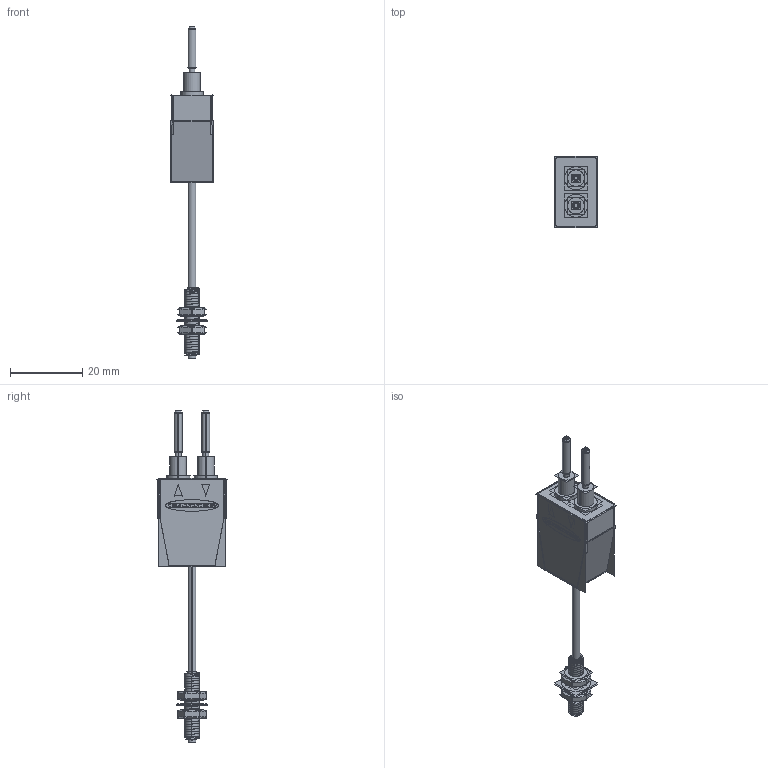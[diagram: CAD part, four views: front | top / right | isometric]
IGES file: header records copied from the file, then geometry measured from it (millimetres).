
Start section:  PTC IGES file: 192766.igs
Global section: file name: 192766.igs; native system: Creo Parametric by PTC Inc.; preprocessor: 2018300; author: pdmadmin; organization: Unknown; date: 20190502.075424; units: millimetre
Bounding box: 11.89 x 19.81 x 91.94 mm (x, y, z)
Volume: 3947 mm3; surface area: 29723 mm2
Topology: 18 solids, 20 shells, 1410 faces, 7276 edges, 9197 vertices
Faces by surface type: bspline 734, revolution 676
